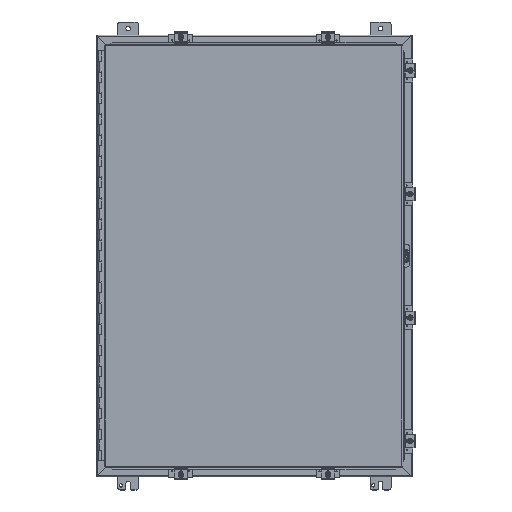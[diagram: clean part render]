
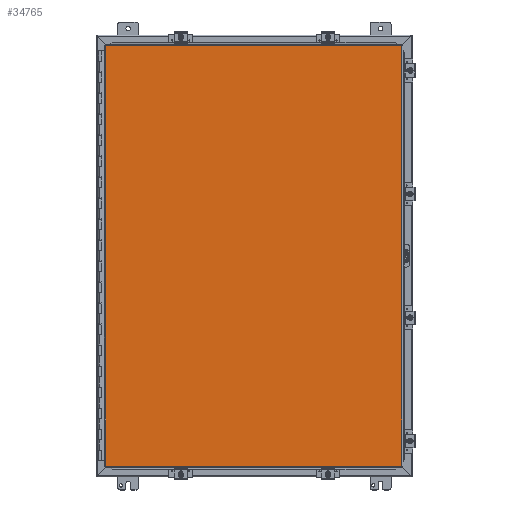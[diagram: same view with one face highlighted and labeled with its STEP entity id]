
A CAD part, top view. The second image highlights one B-rep face of the part: STEP entity #34765.
In plain terms, the highlighted face is planar.
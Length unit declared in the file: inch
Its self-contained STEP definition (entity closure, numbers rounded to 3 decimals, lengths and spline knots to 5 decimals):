
#775 = LINE ( 'NONE', #16326, #11609 ) ;
#830 = EDGE_CURVE ( 'NONE', #36255, #18847, #37464, .T. ) ;
#5388 = EDGE_CURVE ( 'NONE', #18847, #23016, #27506, .T. ) ;
#7662 = CARTESIAN_POINT ( 'NONE',  ( 14.08225, 19.9885, 0. ) ) ;
#11238 = PLANE ( 'NONE',  #19457 ) ;
#11609 = VECTOR ( 'NONE', #40089, 39.37008 ) ;
#12058 = CARTESIAN_POINT ( 'NONE',  ( -14.08225, 19.9885, 0. ) ) ;
#12391 = CARTESIAN_POINT ( 'NONE',  ( -14.08225, 19.9885, 0. ) ) ;
#12876 = ORIENTED_EDGE ( 'NONE', *, *, #5388, .T. ) ;
#14190 = ORIENTED_EDGE ( 'NONE', *, *, #43673, .T. ) ;
#16326 = CARTESIAN_POINT ( 'NONE',  ( -14.08225, -19.9885, 0. ) ) ;
#18847 = VERTEX_POINT ( 'NONE', #39030 ) ;
#19457 = AXIS2_PLACEMENT_3D ( 'NONE', #20935, #54560, #25730 ) ;
#20935 = CARTESIAN_POINT ( 'NONE',  ( 0., 0., 0. ) ) ;
#22792 = CARTESIAN_POINT ( 'NONE',  ( -14.08225, -19.9885, 0. ) ) ;
#23016 = VERTEX_POINT ( 'NONE', #22792 ) ;
#25730 = DIRECTION ( 'NONE',  ( 1., 0., 0. ) ) ;
#26375 = DIRECTION ( 'NONE',  ( 1., 0., 0. ) ) ;
#26891 = ORIENTED_EDGE ( 'NONE', *, *, #30529, .T. ) ;
#27506 = LINE ( 'NONE', #41269, #51655 ) ;
#30529 = EDGE_CURVE ( 'NONE', #39673, #36255, #45347, .T. ) ;
#32573 = VECTOR ( 'NONE', #26375, 39.37008 ) ;
#34558 = VECTOR ( 'NONE', #47330, 39.37008 ) ;
#34765 = ADVANCED_FACE ( 'NONE', ( #43323 ), #11238, .F. ) ;
#36255 = VERTEX_POINT ( 'NONE', #7662 ) ;
#37464 = LINE ( 'NONE', #46696, #34558 ) ;
#39030 = CARTESIAN_POINT ( 'NONE',  ( 14.08225, -19.9885, 0. ) ) ;
#39673 = VERTEX_POINT ( 'NONE', #12391 ) ;
#40089 = DIRECTION ( 'NONE',  ( 0., 1., 0. ) ) ;
#40539 = DIRECTION ( 'NONE',  ( -1., 0., 0. ) ) ;
#41269 = CARTESIAN_POINT ( 'NONE',  ( 14.08225, -19.9885, 0. ) ) ;
#43323 = FACE_OUTER_BOUND ( 'NONE', #55667, .T. ) ;
#43673 = EDGE_CURVE ( 'NONE', #23016, #39673, #775, .T. ) ;
#45347 = LINE ( 'NONE', #12058, #32573 ) ;
#46696 = CARTESIAN_POINT ( 'NONE',  ( 14.08225, 19.9885, 0. ) ) ;
#47330 = DIRECTION ( 'NONE',  ( 0., -1., 0. ) ) ;
#51655 = VECTOR ( 'NONE', #40539, 39.37008 ) ;
#54560 = DIRECTION ( 'NONE',  ( 0., 0., 1. ) ) ;
#55667 = EDGE_LOOP ( 'NONE', ( #14190, #26891, #59690, #12876 ) ) ;
#59690 = ORIENTED_EDGE ( 'NONE', *, *, #830, .T. ) ;
